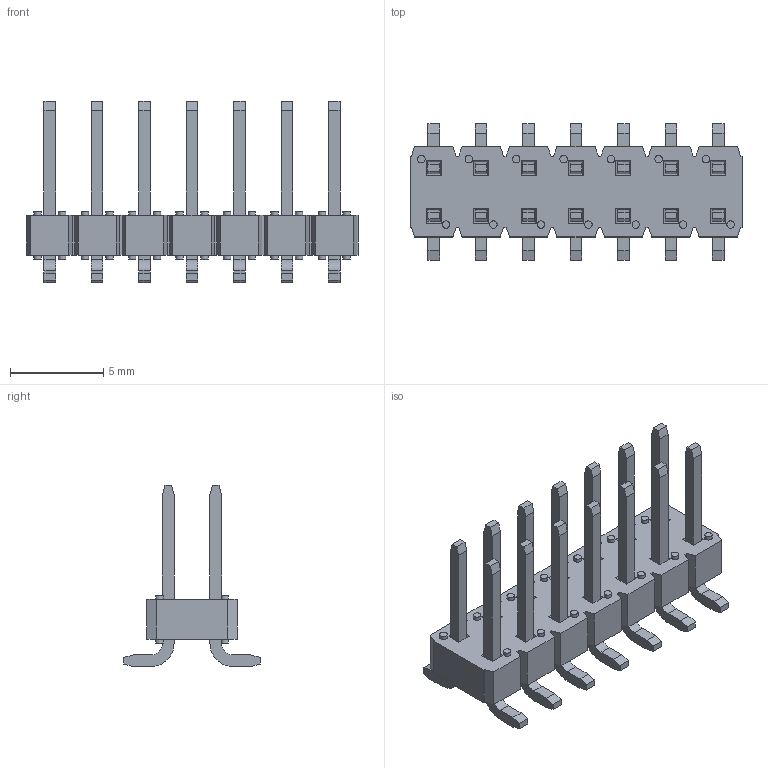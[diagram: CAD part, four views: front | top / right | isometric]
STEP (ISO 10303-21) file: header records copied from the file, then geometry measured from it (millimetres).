
FILE_DESCRIPTION(('FreeCAD Model'),'2;1');
FILE_NAME('_95278-07_body_sp.step', '2019-08-12T16:19:13',('kicad StepUp'),('ksu MCAD'), 'Open CASCADE STEP processor 7.3','FreeCAD','Unknown');
FILE_SCHEMA(('AUTOMOTIVE_DESIGN { 1 0 10303 214 1 1 1 1 }'));
Length unit declared in the file: millimetre
Products named in the file (1): _95278-07_body_sp
Bounding box: 17.78 x 7.3 x 9.7 mm (x, y, z)
Volume: 227.9 mm3; surface area: 612.5 mm2
Topology: 1 solids, 1 shells, 426 faces, 1048 edges, 680 vertices
Faces by surface type: plane 370, cylinder 56
Full cylindrical faces by diameter (mm): 0.4 x28
Entity records: 15303 total; most frequent: CARTESIAN_POINT 2183, ORIENTED_EDGE 2096, DIRECTION 1986, EDGE_CURVE 1048, LINE 908, VECTOR 908, VERTEX_POINT 680, AXIS2_PLACEMENT_3D 539
